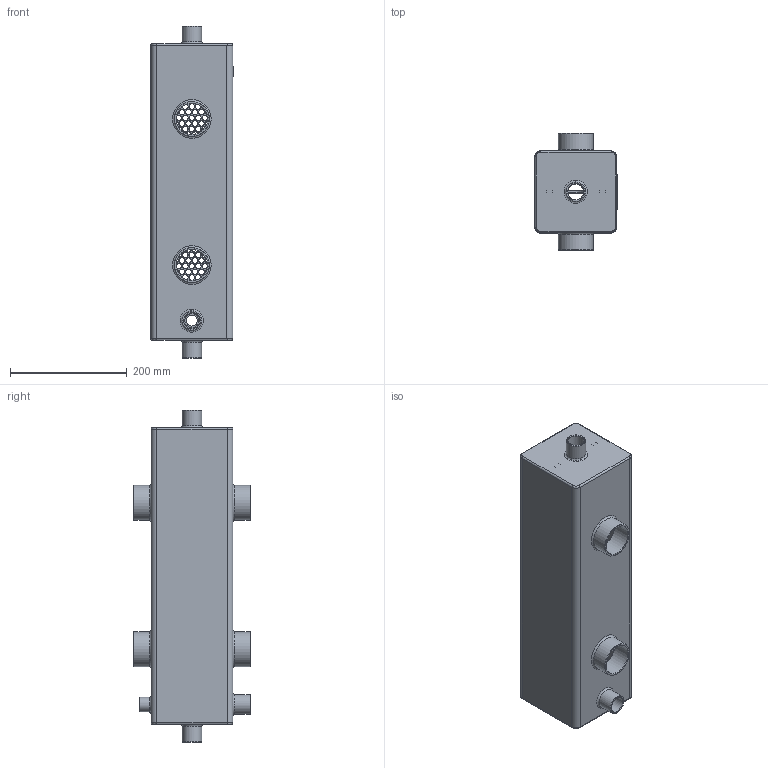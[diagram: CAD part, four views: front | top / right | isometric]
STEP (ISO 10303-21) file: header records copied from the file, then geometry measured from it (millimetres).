
FILE_DESCRIPTION(('STEP AP203'), '1');
FILE_NAME('GR-250-50.18', '', ('UNSPECIFIED'), ('UNSPECIFIED'), 'ASCON STEP Converter 1.6', 'ASCON Math Kernel', '');
FILE_SCHEMA(('CONFIG_CONTROL_DESIGN'));
Length unit declared in the file: millimetre
Bounding box: 140.55 x 200 x 568 mm (x, y, z)
Volume: 1707446.6 mm3; surface area: 762351.8 mm2
Topology: 1 solids, 2 shells, 637 faces, 1804 edges, 1191 vertices
Faces by surface type: cylinder 259, bspline 179, plane 162, cone 29, torus 8
Full cylindrical faces by diameter (mm): 9.5 x210, 18.632 x1, 24 x1, 25 x1, 27.5 x3, 30 x4, 33.5 x4, 53 x4, 57 x4, 60 x4
Entity records: 30741 total; most frequent: CARTESIAN_POINT 10284, ORIENTED_EDGE 3062, DIRECTION 2472, EDGE_CURVE 1531, EDGE_LOOP 1388, VERTEX_POINT 1191, AXIS2_PLACEMENT_3D 998, FACE_BOUND 862
